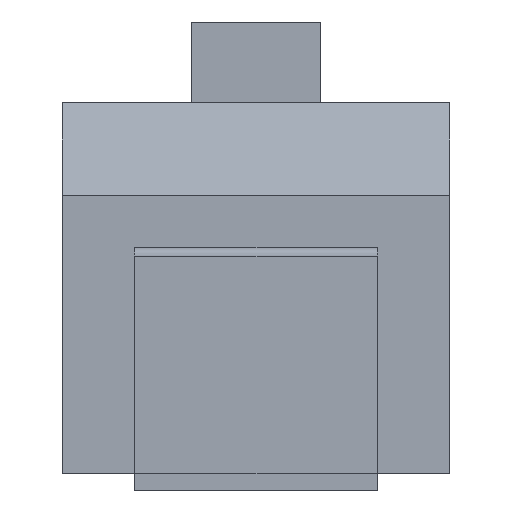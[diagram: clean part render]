
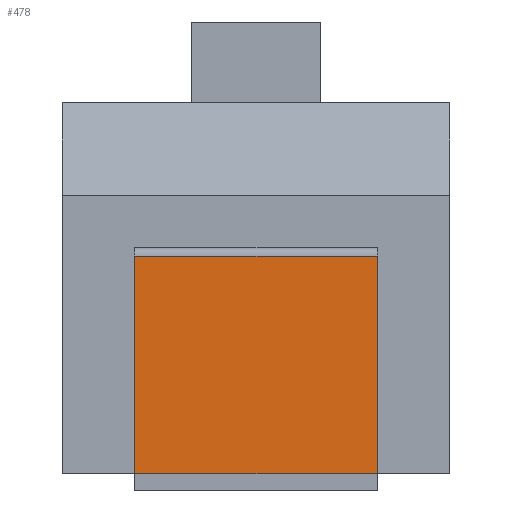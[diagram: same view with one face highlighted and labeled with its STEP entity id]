
A CAD part, left-side view. The second image highlights one B-rep face of the part: STEP entity #478.
In plain terms, the highlighted planar face has unit normal (-1, 0, 0).
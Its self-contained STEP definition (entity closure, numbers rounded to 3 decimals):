
#13=DIRECTION('',(0.,0.,1.));
#36=VECTOR('',#13,1.);
#62=DIRECTION('',(0.,1.,0.));
#76=VECTOR('',#77,1.);
#77=DIRECTION('',(0.,-1.,0.));
#112=VECTOR('',#62,1.);
#402=DIRECTION('',(0.,0.,-1.));
#443=VECTOR('',#402,1.);
#456=DIRECTION('',(-1.,0.,0.));
#460=ORIENTED_EDGE('',*,*,#461,.T.);
#461=EDGE_CURVE('',#462,#464,#466,.T.);
#462=VERTEX_POINT('',#463);
#463=CARTESIAN_POINT('',(-6.91,0.75,0.1));
#464=VERTEX_POINT('',#465);
#465=CARTESIAN_POINT('',(-6.91,-0.75,0.1));
#466=LINE('',#467,#76);
#467=CARTESIAN_POINT('',(-6.91,0.,0.1));
#478=ADVANCED_FACE('',(#479),#496,.T.);
#479=FACE_BOUND('',#480,.T.);
#480=EDGE_LOOP('',(#460,#481,#487,#492));
#481=ORIENTED_EDGE('',*,*,#482,.T.);
#482=EDGE_CURVE('',#464,#483,#485,.T.);
#483=VERTEX_POINT('',#484);
#484=CARTESIAN_POINT('',(-6.91,-0.75,1.45));
#485=LINE('',#486,#36);
#486=CARTESIAN_POINT('',(-6.91,-0.75,0.));
#487=ORIENTED_EDGE('',*,*,#488,.T.);
#488=EDGE_CURVE('',#483,#489,#491,.T.);
#489=VERTEX_POINT('',#490);
#490=CARTESIAN_POINT('',(-6.91,0.75,1.45));
#491=LINE('',#484,#112);
#492=ORIENTED_EDGE('',*,*,#493,.T.);
#493=EDGE_CURVE('',#489,#462,#494,.T.);
#494=LINE('',#495,#443);
#495=CARTESIAN_POINT('',(-6.91,0.75,1.5));
#496=PLANE('',#497);
#497=AXIS2_PLACEMENT_3D('',#498,#456,#402);
#498=CARTESIAN_POINT('',(-6.91,0.,0.75));
